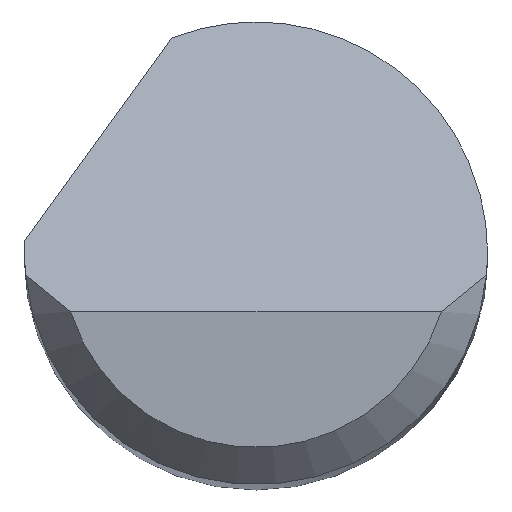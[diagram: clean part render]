
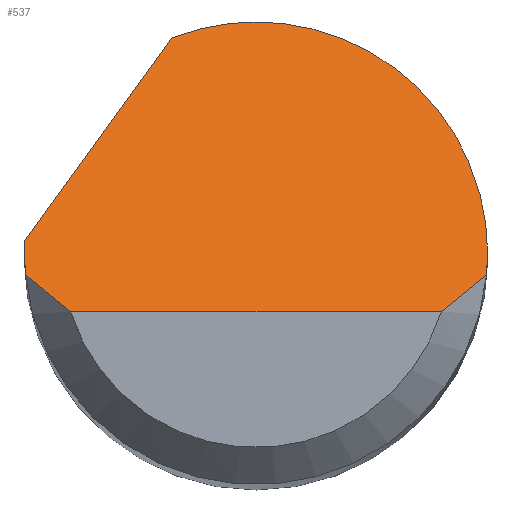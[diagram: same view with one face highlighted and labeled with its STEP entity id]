
A CAD part, top view. The second image highlights one B-rep face of the part: STEP entity #537.
In plain terms, the highlighted planar face has unit normal (0, 0.707, 0.707).
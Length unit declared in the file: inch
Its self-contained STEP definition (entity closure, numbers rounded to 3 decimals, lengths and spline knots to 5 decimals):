
#4 = CARTESIAN_POINT ( 'NONE',  ( 0.07508, -0.02375, 2. ) ) ;
#8 = CARTESIAN_POINT ( 'NONE',  ( 0.08761, -0.01397, 1.99022 ) ) ;
#54 = CARTESIAN_POINT ( 'NONE',  ( -0.09375, 0., 1.97625 ) ) ;
#56 = VERTEX_POINT ( 'NONE', #173 ) ;
#69 = CARTESIAN_POINT ( 'NONE',  ( 0.09375, 0., 1.97625 ) ) ;
#76 = ORIENTED_EDGE ( 'NONE', *, *, #512, .F. ) ;
#83 = PLANE ( 'NONE',  #394 ) ;
#85 = CARTESIAN_POINT ( 'NONE',  ( -0.09375, 0., 1.97625 ) ) ;
#118 = VERTEX_POINT ( 'NONE', #529 ) ;
#127 = CARTESIAN_POINT ( 'NONE',  ( -0.08761, -0.01397, 1.99022 ) ) ;
#130 = DIRECTION ( 'NONE',  ( 0.456, 0.629, -0.629 ) ) ;
#138 = EDGE_LOOP ( 'NONE', ( #476, #285, #308, #76, #373, #594, #192, #274 ) ) ;
#139 = CARTESIAN_POINT ( 'NONE',  ( 0.09375, 0., 1.97625 ) ) ;
#173 = CARTESIAN_POINT ( 'NONE',  ( 0.09334, -0.00875, 1.985 ) ) ;
#174 = CARTESIAN_POINT ( 'NONE',  ( -0.09362, 0.005, 1.97125 ) ) ;
#180 = CARTESIAN_POINT ( 'NONE',  ( -0.07508, -0.02375, 2. ) ) ;
#189 = DIRECTION ( 'NONE',  ( 0., -0.707, -0.707 ) ) ;
#192 = ORIENTED_EDGE ( 'NONE', *, *, #417, .F. ) ;
#194 = CARTESIAN_POINT ( 'NONE',  ( -0.09371, 0.00333, 1.97292 ) ) ;
#199 =( BOUNDED_CURVE ( )  B_SPLINE_CURVE ( 3, ( #218, #262, #475, #639 ),
 .UNSPECIFIED., .F., .T. ) 
 B_SPLINE_CURVE_WITH_KNOTS ( ( 4, 4 ),
 ( 4.61892, 4.71239 ),
 .UNSPECIFIED. ) 
 CURVE ( )  GEOMETRIC_REPRESENTATION_ITEM ( )  RATIONAL_B_SPLINE_CURVE ( ( 1., 0.999, 0.999, 1. ) ) 
 REPRESENTATION_ITEM ( '' )  );
#202 = CARTESIAN_POINT ( 'NONE',  ( 0.09334, -0.00875, 1.985 ) ) ;
#209 = CARTESIAN_POINT ( 'NONE',  ( 0.09334, -0.00875, 1.985 ) ) ;
#218 = CARTESIAN_POINT ( 'NONE',  ( -0.09334, -0.00875, 1.985 ) ) ;
#228 = DIRECTION ( 'NONE',  ( 1., 0., 0. ) ) ;
#231 = B_SPLINE_CURVE_WITH_KNOTS ( 'NONE', 3,
 ( #659, #127, #553, #180 ),
 .UNSPECIFIED., .F., .F.,
 ( 4, 4 ),
 ( 0., 0.00071 ),
 .UNSPECIFIED. ) ;
#238 = LINE ( 'NONE', #608, #609 ) ;
#248 = CARTESIAN_POINT ( 'NONE',  ( -0.09375, 0.00167, 1.97458 ) ) ;
#254 = VERTEX_POINT ( 'NONE', #174 ) ;
#257 = EDGE_CURVE ( 'NONE', #532, #582, #589, .T. ) ;
#258 = CARTESIAN_POINT ( 'NONE',  ( -0.03394, 0.08739, 1.88886 ) ) ;
#262 = CARTESIAN_POINT ( 'NONE',  ( -0.09361, -0.00584, 1.98209 ) ) ;
#274 = ORIENTED_EDGE ( 'NONE', *, *, #606, .T. ) ;
#285 = ORIENTED_EDGE ( 'NONE', *, *, #443, .T. ) ;
#300 = CARTESIAN_POINT ( 'NONE',  ( -0.07508, -0.02375, 2. ) ) ;
#304 = VECTOR ( 'NONE', #228, 39.37008 ) ;
#308 = ORIENTED_EDGE ( 'NONE', *, *, #627, .F. ) ;
#311 = CARTESIAN_POINT ( 'NONE',  ( 0.09375, -0.00292, 1.97917 ) ) ;
#348 = CARTESIAN_POINT ( 'NONE',  ( 0.09375, 0.07266, 1.90359 ) ) ;
#354 = FACE_OUTER_BOUND ( 'NONE', #138, .T. ) ;
#356 = VERTEX_POINT ( 'NONE', #258 ) ;
#373 = ORIENTED_EDGE ( 'NONE', *, *, #495, .F. ) ;
#394 = AXIS2_PLACEMENT_3D ( 'NONE', #616, #189, #556 ) ;
#413 =( BOUNDED_CURVE ( )  B_SPLINE_CURVE ( 3, ( #69, #311, #421, #202 ),
 .UNSPECIFIED., .F., .T. ) 
 B_SPLINE_CURVE_WITH_KNOTS ( ( 4, 4 ),
 ( 1.5708, 1.66427 ),
 .UNSPECIFIED. ) 
 CURVE ( )  GEOMETRIC_REPRESENTATION_ITEM ( )  RATIONAL_B_SPLINE_CURVE ( ( 1., 0.999, 0.999, 1. ) ) 
 REPRESENTATION_ITEM ( '' )  );
#417 = EDGE_CURVE ( 'NONE', #118, #433, #199, .T. ) ;
#421 = CARTESIAN_POINT ( 'NONE',  ( 0.09361, -0.00584, 1.98209 ) ) ;
#433 = VERTEX_POINT ( 'NONE', #54 ) ;
#443 = EDGE_CURVE ( 'NONE', #582, #56, #643, .T. ) ;
#457 = CARTESIAN_POINT ( 'NONE',  ( 0.09375, 0., 1.97625 ) ) ;
#460 = CARTESIAN_POINT ( 'NONE',  ( -0.09362, 0.005, 1.97125 ) ) ;
#475 = CARTESIAN_POINT ( 'NONE',  ( -0.09375, -0.00292, 1.97917 ) ) ;
#476 = ORIENTED_EDGE ( 'NONE', *, *, #257, .T. ) ;
#479 = CARTESIAN_POINT ( 'NONE',  ( 0.08157, -0.019, 1.99525 ) ) ;
#489 = CARTESIAN_POINT ( 'NONE',  ( 0., -0.02375, 2. ) ) ;
#495 = EDGE_CURVE ( 'NONE', #254, #356, #238, .T. ) ;
#512 = EDGE_CURVE ( 'NONE', #356, #590, #573, .T. ) ;
#514 = CARTESIAN_POINT ( 'NONE',  ( 0.03379, 0.11369, 1.86256 ) ) ;
#520 = CARTESIAN_POINT ( 'NONE',  ( 0.07508, -0.02375, 2. ) ) ;
#529 = CARTESIAN_POINT ( 'NONE',  ( -0.09334, -0.00875, 1.985 ) ) ;
#530 = EDGE_CURVE ( 'NONE', #433, #254, #646, .T. ) ;
#532 = VERTEX_POINT ( 'NONE', #300 ) ;
#537 = ADVANCED_FACE ( 'NONE', ( #354 ), #83, .F. ) ;
#553 = CARTESIAN_POINT ( 'NONE',  ( -0.08157, -0.019, 1.99525 ) ) ;
#556 = DIRECTION ( 'NONE',  ( 0., 0.707, -0.707 ) ) ;
#559 = CARTESIAN_POINT ( 'NONE',  ( -0.03394, 0.08739, 1.88886 ) ) ;
#573 =( BOUNDED_CURVE ( )  B_SPLINE_CURVE ( 3, ( #559, #514, #348, #457 ),
 .UNSPECIFIED., .F., .T. ) 
 B_SPLINE_CURVE_WITH_KNOTS ( ( 4, 4 ),
 ( 5.91277, 7.85398 ),
 .UNSPECIFIED. ) 
 CURVE ( )  GEOMETRIC_REPRESENTATION_ITEM ( )  RATIONAL_B_SPLINE_CURVE ( ( 1., 0.71, 0.71, 1. ) ) 
 REPRESENTATION_ITEM ( '' )  );
#582 = VERTEX_POINT ( 'NONE', #520 ) ;
#589 = LINE ( 'NONE', #489, #304 ) ;
#590 = VERTEX_POINT ( 'NONE', #139 ) ;
#594 = ORIENTED_EDGE ( 'NONE', *, *, #530, .F. ) ;
#606 = EDGE_CURVE ( 'NONE', #118, #532, #231, .T. ) ;
#608 = CARTESIAN_POINT ( 'NONE',  ( -0.11014, -0.01781, 1.99406 ) ) ;
#609 = VECTOR ( 'NONE', #130, 39.37008 ) ;
#616 = CARTESIAN_POINT ( 'NONE',  ( -0.09375, -0.02375, 2. ) ) ;
#627 = EDGE_CURVE ( 'NONE', #590, #56, #413, .T. ) ;
#639 = CARTESIAN_POINT ( 'NONE',  ( -0.09375, 0., 1.97625 ) ) ;
#643 = B_SPLINE_CURVE_WITH_KNOTS ( 'NONE', 3,
 ( #4, #479, #8, #209 ),
 .UNSPECIFIED., .F., .F.,
 ( 4, 4 ),
 ( 0., 0.00071 ),
 .UNSPECIFIED. ) ;
#646 =( BOUNDED_CURVE ( )  B_SPLINE_CURVE ( 3, ( #85, #248, #194, #460 ),
 .UNSPECIFIED., .F., .T. ) 
 B_SPLINE_CURVE_WITH_KNOTS ( ( 4, 4 ),
 ( 4.71239, 4.76575 ),
 .UNSPECIFIED. ) 
 CURVE ( )  GEOMETRIC_REPRESENTATION_ITEM ( )  RATIONAL_B_SPLINE_CURVE ( ( 1., 1., 1., 1. ) ) 
 REPRESENTATION_ITEM ( '' )  );
#659 = CARTESIAN_POINT ( 'NONE',  ( -0.09334, -0.00875, 1.985 ) ) ;
